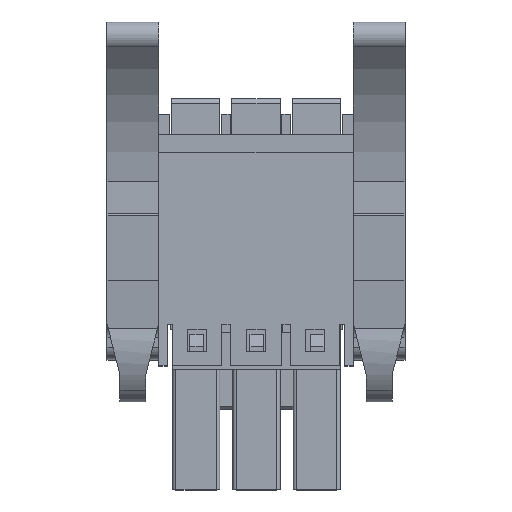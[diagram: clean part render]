
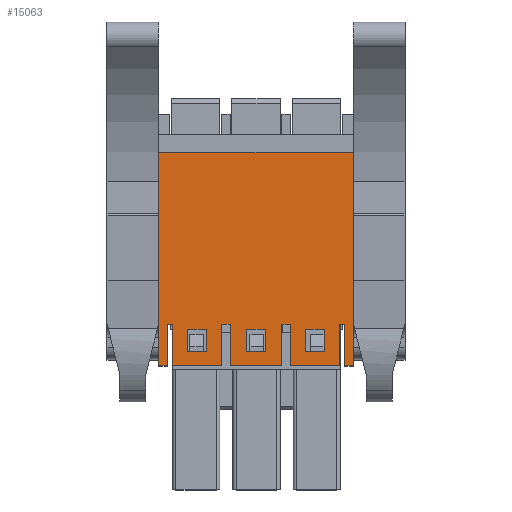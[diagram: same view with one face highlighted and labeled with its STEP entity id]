
A CAD part, top view. The second image highlights one B-rep face of the part: STEP entity #15063.
In plain terms, the highlighted planar face has unit normal (0, 0, 1).
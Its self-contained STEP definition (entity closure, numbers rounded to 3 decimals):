
#681=ORIENTED_EDGE('',*,*,#4675,.T.);
#682=ORIENTED_EDGE('',*,*,#4676,.T.);
#683=ORIENTED_EDGE('',*,*,#4677,.T.);
#684=ORIENTED_EDGE('',*,*,#4678,.T.);
#685=ORIENTED_EDGE('',*,*,#4679,.T.);
#686=ORIENTED_EDGE('',*,*,#4680,.T.);
#687=ORIENTED_EDGE('',*,*,#4681,.T.);
#688=ORIENTED_EDGE('',*,*,#4682,.T.);
#689=ORIENTED_EDGE('',*,*,#4683,.T.);
#690=ORIENTED_EDGE('',*,*,#4684,.T.);
#691=ORIENTED_EDGE('',*,*,#4685,.T.);
#692=ORIENTED_EDGE('',*,*,#4686,.T.);
#693=ORIENTED_EDGE('',*,*,#4687,.F.);
#694=ORIENTED_EDGE('',*,*,#4688,.T.);
#695=ORIENTED_EDGE('',*,*,#4689,.T.);
#696=ORIENTED_EDGE('',*,*,#4690,.F.);
#697=ORIENTED_EDGE('',*,*,#4691,.F.);
#698=ORIENTED_EDGE('',*,*,#4692,.F.);
#699=ORIENTED_EDGE('',*,*,#4693,.T.);
#700=ORIENTED_EDGE('',*,*,#4694,.T.);
#701=ORIENTED_EDGE('',*,*,#4695,.T.);
#702=ORIENTED_EDGE('',*,*,#4696,.T.);
#703=ORIENTED_EDGE('',*,*,#4697,.T.);
#704=ORIENTED_EDGE('',*,*,#4698,.T.);
#705=ORIENTED_EDGE('',*,*,#4699,.T.);
#706=ORIENTED_EDGE('',*,*,#4700,.T.);
#707=ORIENTED_EDGE('',*,*,#4701,.T.);
#708=ORIENTED_EDGE('',*,*,#4702,.T.);
#709=ORIENTED_EDGE('',*,*,#4703,.T.);
#710=ORIENTED_EDGE('',*,*,#4704,.T.);
#711=ORIENTED_EDGE('',*,*,#4705,.T.);
#712=ORIENTED_EDGE('',*,*,#4706,.F.);
#4675=EDGE_CURVE('',#6672,#6673,#8002,.T.);
#4676=EDGE_CURVE('',#6673,#6674,#8003,.T.);
#4677=EDGE_CURVE('',#6674,#6675,#8004,.T.);
#4678=EDGE_CURVE('',#6675,#6672,#8005,.T.);
#4679=EDGE_CURVE('',#6676,#6677,#8006,.T.);
#4680=EDGE_CURVE('',#6677,#6678,#8007,.T.);
#4681=EDGE_CURVE('',#6678,#6679,#8008,.T.);
#4682=EDGE_CURVE('',#6679,#6676,#8009,.T.);
#4683=EDGE_CURVE('',#6680,#6681,#8010,.T.);
#4684=EDGE_CURVE('',#6681,#6682,#8011,.T.);
#4685=EDGE_CURVE('',#6682,#6683,#8012,.T.);
#4686=EDGE_CURVE('',#6683,#6680,#8013,.T.);
#4687=EDGE_CURVE('',#6684,#6685,#8014,.T.);
#4688=EDGE_CURVE('',#6684,#6686,#8015,.T.);
#4689=EDGE_CURVE('',#6686,#6687,#8016,.T.);
#4690=EDGE_CURVE('',#6688,#6687,#8017,.T.);
#4691=EDGE_CURVE('',#6689,#6688,#8018,.T.);
#4692=EDGE_CURVE('',#6690,#6689,#8019,.T.);
#4693=EDGE_CURVE('',#6690,#6691,#8020,.T.);
#4694=EDGE_CURVE('',#6691,#6692,#8021,.T.);
#4695=EDGE_CURVE('',#6692,#6693,#8022,.T.);
#4696=EDGE_CURVE('',#6693,#6694,#8023,.T.);
#4697=EDGE_CURVE('',#6694,#6695,#8024,.T.);
#4698=EDGE_CURVE('',#6695,#6696,#8025,.T.);
#4699=EDGE_CURVE('',#6696,#6697,#8026,.T.);
#4700=EDGE_CURVE('',#6697,#6698,#8027,.T.);
#4701=EDGE_CURVE('',#6698,#6699,#8028,.T.);
#4702=EDGE_CURVE('',#6699,#6700,#8029,.T.);
#4703=EDGE_CURVE('',#6700,#6701,#8030,.T.);
#4704=EDGE_CURVE('',#6701,#6702,#8031,.T.);
#4705=EDGE_CURVE('',#6702,#6703,#8032,.T.);
#4706=EDGE_CURVE('',#6685,#6703,#8033,.T.);
#6672=VERTEX_POINT('',#20685);
#6673=VERTEX_POINT('',#20686);
#6674=VERTEX_POINT('',#20688);
#6675=VERTEX_POINT('',#20690);
#6676=VERTEX_POINT('',#20693);
#6677=VERTEX_POINT('',#20694);
#6678=VERTEX_POINT('',#20696);
#6679=VERTEX_POINT('',#20698);
#6680=VERTEX_POINT('',#20701);
#6681=VERTEX_POINT('',#20702);
#6682=VERTEX_POINT('',#20704);
#6683=VERTEX_POINT('',#20706);
#6684=VERTEX_POINT('',#20709);
#6685=VERTEX_POINT('',#20710);
#6686=VERTEX_POINT('',#20712);
#6687=VERTEX_POINT('',#20714);
#6688=VERTEX_POINT('',#20716);
#6689=VERTEX_POINT('',#20718);
#6690=VERTEX_POINT('',#20720);
#6691=VERTEX_POINT('',#20722);
#6692=VERTEX_POINT('',#20724);
#6693=VERTEX_POINT('',#20726);
#6694=VERTEX_POINT('',#20728);
#6695=VERTEX_POINT('',#20730);
#6696=VERTEX_POINT('',#20732);
#6697=VERTEX_POINT('',#20734);
#6698=VERTEX_POINT('',#20736);
#6699=VERTEX_POINT('',#20738);
#6700=VERTEX_POINT('',#20740);
#6701=VERTEX_POINT('',#20742);
#6702=VERTEX_POINT('',#20744);
#6703=VERTEX_POINT('',#20746);
#8002=LINE('',#20684,#9621);
#8003=LINE('',#20687,#9622);
#8004=LINE('',#20689,#9623);
#8005=LINE('',#20691,#9624);
#8006=LINE('',#20692,#9625);
#8007=LINE('',#20695,#9626);
#8008=LINE('',#20697,#9627);
#8009=LINE('',#20699,#9628);
#8010=LINE('',#20700,#9629);
#8011=LINE('',#20703,#9630);
#8012=LINE('',#20705,#9631);
#8013=LINE('',#20707,#9632);
#8014=LINE('',#20708,#9633);
#8015=LINE('',#20711,#9634);
#8016=LINE('',#20713,#9635);
#8017=LINE('',#20715,#9636);
#8018=LINE('',#20717,#9637);
#8019=LINE('',#20719,#9638);
#8020=LINE('',#20721,#9639);
#8021=LINE('',#20723,#9640);
#8022=LINE('',#20725,#9641);
#8023=LINE('',#20727,#9642);
#8024=LINE('',#20729,#9643);
#8025=LINE('',#20731,#9644);
#8026=LINE('',#20733,#9645);
#8027=LINE('',#20735,#9646);
#8028=LINE('',#20737,#9647);
#8029=LINE('',#20739,#9648);
#8030=LINE('',#20741,#9649);
#8031=LINE('',#20743,#9650);
#8032=LINE('',#20745,#9651);
#8033=LINE('',#20747,#9652);
#9621=VECTOR('',#16901,1000.);
#9622=VECTOR('',#16902,1000.);
#9623=VECTOR('',#16903,1000.);
#9624=VECTOR('',#16904,1000.);
#9625=VECTOR('',#16905,1000.);
#9626=VECTOR('',#16906,1000.);
#9627=VECTOR('',#16907,1000.);
#9628=VECTOR('',#16908,1000.);
#9629=VECTOR('',#16909,1000.);
#9630=VECTOR('',#16910,1000.);
#9631=VECTOR('',#16911,1000.);
#9632=VECTOR('',#16912,1000.);
#9633=VECTOR('',#16913,1000.);
#9634=VECTOR('',#16914,1000.);
#9635=VECTOR('',#16915,1000.);
#9636=VECTOR('',#16916,1000.);
#9637=VECTOR('',#16917,1000.);
#9638=VECTOR('',#16918,1000.);
#9639=VECTOR('',#16919,1000.);
#9640=VECTOR('',#16920,1000.);
#9641=VECTOR('',#16921,1000.);
#9642=VECTOR('',#16922,1000.);
#9643=VECTOR('',#16923,1000.);
#9644=VECTOR('',#16924,1000.);
#9645=VECTOR('',#16925,1000.);
#9646=VECTOR('',#16926,1000.);
#9647=VECTOR('',#16927,1000.);
#9648=VECTOR('',#16928,1000.);
#9649=VECTOR('',#16929,1000.);
#9650=VECTOR('',#16930,1000.);
#9651=VECTOR('',#16931,1000.);
#9652=VECTOR('',#16932,1000.);
#11240=EDGE_LOOP('',(#681,#682,#683,#684));
#11241=EDGE_LOOP('',(#685,#686,#687,#688));
#11242=EDGE_LOOP('',(#689,#690,#691,#692));
#11243=EDGE_LOOP('',(#693,#694,#695,#696,#697,#698,#699,#700,#701,#702,
#703,#704,#705,#706,#707,#708,#709,#710,#711,#712));
#12059=FACE_BOUND('',#11240,.T.);
#12060=FACE_BOUND('',#11241,.T.);
#12061=FACE_BOUND('',#11242,.T.);
#12062=FACE_BOUND('',#11243,.T.);
#12878=PLANE('',#15815);
#15063=ADVANCED_FACE('',(#12059,#12060,#12061,#12062),#12878,.F.);
#15815=AXIS2_PLACEMENT_3D('',#20683,#16899,#16900);
#16899=DIRECTION('',(0.,0.,-1.));
#16900=DIRECTION('',(-1.,0.,0.));
#16901=DIRECTION('',(0.,1.,0.));
#16902=DIRECTION('',(1.,0.,0.));
#16903=DIRECTION('',(0.,-1.,0.));
#16904=DIRECTION('',(-1.,0.,0.));
#16905=DIRECTION('',(0.,1.,0.));
#16906=DIRECTION('',(1.,0.,0.));
#16907=DIRECTION('',(0.,-1.,0.));
#16908=DIRECTION('',(-1.,0.,0.));
#16909=DIRECTION('',(0.,1.,0.));
#16910=DIRECTION('',(1.,0.,0.));
#16911=DIRECTION('',(0.,-1.,0.));
#16912=DIRECTION('',(-1.,0.,0.));
#16913=DIRECTION('',(1.,0.,0.));
#16914=DIRECTION('',(0.,-1.,0.));
#16915=DIRECTION('',(1.,0.,0.));
#16916=DIRECTION('',(0.,-1.,0.));
#16917=DIRECTION('',(-1.,0.,0.));
#16918=DIRECTION('',(0.,1.,0.));
#16919=DIRECTION('',(1.,0.,0.));
#16920=DIRECTION('',(0.,1.,0.));
#16921=DIRECTION('',(1.,0.,0.));
#16922=DIRECTION('',(0.,-1.,0.));
#16923=DIRECTION('',(1.,0.,0.));
#16924=DIRECTION('',(0.,1.,0.));
#16925=DIRECTION('',(1.,0.,0.));
#16926=DIRECTION('',(0.,-1.,0.));
#16927=DIRECTION('',(1.,0.,0.));
#16928=DIRECTION('',(0.,1.,0.));
#16929=DIRECTION('',(1.,0.,0.));
#16930=DIRECTION('',(0.,-1.,0.));
#16931=DIRECTION('',(1.,0.,0.));
#16932=DIRECTION('',(0.,-1.,0.));
#20683=CARTESIAN_POINT('',(-5.65,13.4,6.5));
#20684=CARTESIAN_POINT('',(-3.975,0.803,6.5));
#20685=CARTESIAN_POINT('',(-3.975,0.803,6.5));
#20686=CARTESIAN_POINT('',(-3.975,2.103,6.5));
#20687=CARTESIAN_POINT('',(-3.975,2.103,6.5));
#20688=CARTESIAN_POINT('',(-2.875,2.103,6.5));
#20689=CARTESIAN_POINT('',(-2.875,2.103,6.5));
#20690=CARTESIAN_POINT('',(-2.875,0.803,6.5));
#20691=CARTESIAN_POINT('',(-2.875,0.803,6.5));
#20692=CARTESIAN_POINT('',(-0.55,0.803,6.5));
#20693=CARTESIAN_POINT('',(-0.55,0.803,6.5));
#20694=CARTESIAN_POINT('',(-0.55,2.103,6.5));
#20695=CARTESIAN_POINT('',(-0.55,2.103,6.5));
#20696=CARTESIAN_POINT('',(0.55,2.103,6.5));
#20697=CARTESIAN_POINT('',(0.55,2.103,6.5));
#20698=CARTESIAN_POINT('',(0.55,0.803,6.5));
#20699=CARTESIAN_POINT('',(0.55,0.803,6.5));
#20700=CARTESIAN_POINT('',(2.875,0.803,6.5));
#20701=CARTESIAN_POINT('',(2.875,0.803,6.5));
#20702=CARTESIAN_POINT('',(2.875,2.103,6.5));
#20703=CARTESIAN_POINT('',(2.875,2.103,6.5));
#20704=CARTESIAN_POINT('',(3.975,2.103,6.5));
#20705=CARTESIAN_POINT('',(3.975,2.103,6.5));
#20706=CARTESIAN_POINT('',(3.975,0.803,6.5));
#20707=CARTESIAN_POINT('',(3.975,0.803,6.5));
#20708=CARTESIAN_POINT('',(-20.58,12.4,6.5));
#20709=CARTESIAN_POINT('',(-5.65,12.4,6.5));
#20710=CARTESIAN_POINT('',(5.65,12.4,6.5));
#20711=CARTESIAN_POINT('',(-5.65,13.4,6.5));
#20712=CARTESIAN_POINT('',(-5.65,0.,6.5));
#20713=CARTESIAN_POINT('',(-5.65,0.,6.5));
#20714=CARTESIAN_POINT('',(-5.15,0.,6.5));
#20715=CARTESIAN_POINT('',(-5.15,2.4,6.5));
#20716=CARTESIAN_POINT('',(-5.15,2.4,6.5));
#20717=CARTESIAN_POINT('',(-4.85,2.4,6.5));
#20718=CARTESIAN_POINT('',(-4.85,2.4,6.5));
#20719=CARTESIAN_POINT('',(-4.85,0.,6.5));
#20720=CARTESIAN_POINT('',(-4.85,0.,6.5));
#20721=CARTESIAN_POINT('',(-5.65,0.,6.5));
#20722=CARTESIAN_POINT('',(-2.,0.,6.5));
#20723=CARTESIAN_POINT('',(-2.,0.,6.5));
#20724=CARTESIAN_POINT('',(-2.,2.4,6.5));
#20725=CARTESIAN_POINT('',(-2.,2.4,6.5));
#20726=CARTESIAN_POINT('',(-1.5,2.4,6.5));
#20727=CARTESIAN_POINT('',(-1.5,2.4,6.5));
#20728=CARTESIAN_POINT('',(-1.5,0.,6.5));
#20729=CARTESIAN_POINT('',(-5.65,0.,6.5));
#20730=CARTESIAN_POINT('',(1.5,0.,6.5));
#20731=CARTESIAN_POINT('',(1.5,0.,6.5));
#20732=CARTESIAN_POINT('',(1.5,2.4,6.5));
#20733=CARTESIAN_POINT('',(1.5,2.4,6.5));
#20734=CARTESIAN_POINT('',(2.,2.4,6.5));
#20735=CARTESIAN_POINT('',(2.,2.4,6.5));
#20736=CARTESIAN_POINT('',(2.,0.,6.5));
#20737=CARTESIAN_POINT('',(-5.65,0.,6.5));
#20738=CARTESIAN_POINT('',(4.85,0.,6.5));
#20739=CARTESIAN_POINT('',(4.85,0.,6.5));
#20740=CARTESIAN_POINT('',(4.85,2.4,6.5));
#20741=CARTESIAN_POINT('',(4.85,2.4,6.5));
#20742=CARTESIAN_POINT('',(5.15,2.4,6.5));
#20743=CARTESIAN_POINT('',(5.15,2.4,6.5));
#20744=CARTESIAN_POINT('',(5.15,0.,6.5));
#20745=CARTESIAN_POINT('',(-5.65,0.,6.5));
#20746=CARTESIAN_POINT('',(5.65,0.,6.5));
#20747=CARTESIAN_POINT('',(5.65,13.4,6.5));
